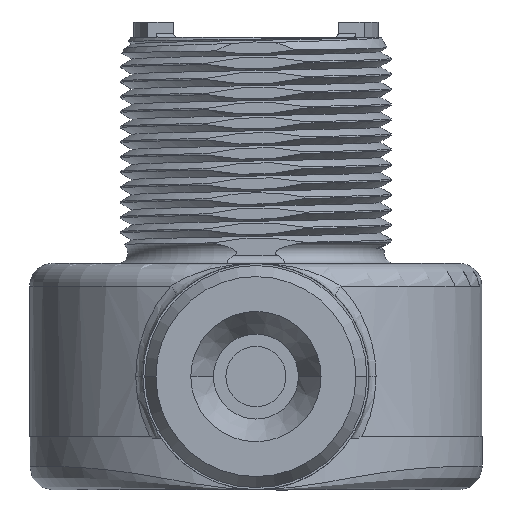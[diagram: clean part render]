
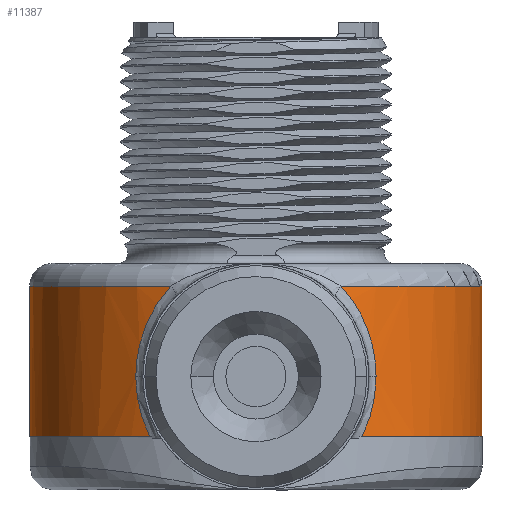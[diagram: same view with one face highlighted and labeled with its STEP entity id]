
A CAD part, front view. The second image highlights one B-rep face of the part: STEP entity #11387.
In plain terms, the highlighted cylindrical face has radius 15 mm (diameter 30 mm), a partial arc.
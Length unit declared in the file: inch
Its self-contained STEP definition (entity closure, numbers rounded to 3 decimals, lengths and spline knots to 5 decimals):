
#4826=CARTESIAN_POINT('',(0.22223,-0.54714,
-0.05906));
#4860=CARTESIAN_POINT('',(0.,0.,-0.4515));
#4861=DIRECTION('',(0.,0.,1.));
#4862=DIRECTION('',(0.47,-0.883,0.));
#4863=AXIS2_PLACEMENT_3D('',#4860,#4861,#4862);
#4865=CARTESIAN_POINT('',(0.27745,-0.52132,
-0.4515));
#4866=CARTESIAN_POINT('',(0.27995,-0.51998,
-0.44643));
#4867=CARTESIAN_POINT('',(0.28469,-0.51742,
-0.43623));
#4868=CARTESIAN_POINT('',(0.29099,-0.5139,
-0.42072));
#4869=CARTESIAN_POINT('',(0.2965,-0.51074,
-0.40508));
#4870=CARTESIAN_POINT('',(0.30121,-0.50797,
-0.38934));
#4871=CARTESIAN_POINT('',(0.30515,-0.50561,
-0.37357));
#4872=CARTESIAN_POINT('',(0.30832,-0.50368,
-0.35781));
#4873=CARTESIAN_POINT('',(0.31077,-0.50217,
-0.34208));
#4874=CARTESIAN_POINT('',(0.31248,-0.5011,
-0.3264));
#4875=CARTESIAN_POINT('',(0.3135,-0.50047,
-0.31078));
#4876=CARTESIAN_POINT('',(0.31373,-0.50032,
-0.30043));
#4877=CARTESIAN_POINT('',(0.31373,-0.50032,
-0.29528));
#4879=CARTESIAN_POINT('',(0.31373,-0.50032,
-0.29528));
#4880=CARTESIAN_POINT('',(0.31373,-0.50032,
-0.28989));
#4881=CARTESIAN_POINT('',(0.31348,-0.50048,
-0.27909));
#4882=CARTESIAN_POINT('',(0.31237,-0.50118,
-0.26275));
#4883=CARTESIAN_POINT('',(0.31049,-0.50235,
-0.24632));
#4884=CARTESIAN_POINT('',(0.3078,-0.504,
-0.22982));
#4885=CARTESIAN_POINT('',(0.30431,-0.50611,
-0.2133));
#4886=CARTESIAN_POINT('',(0.29998,-0.5087,
-0.19679));
#4887=CARTESIAN_POINT('',(0.29479,-0.51172,
-0.18033));
#4888=CARTESIAN_POINT('',(0.28873,-0.51517,
-0.16398));
#4889=CARTESIAN_POINT('',(0.28178,-0.51901,
-0.14779));
#4890=CARTESIAN_POINT('',(0.27394,-0.5232,
-0.13182));
#4891=CARTESIAN_POINT('',(0.26521,-0.52768,
-0.11619));
#4892=CARTESIAN_POINT('',(0.25564,-0.53239,
-0.10099));
#4893=CARTESIAN_POINT('',(0.24526,-0.53726,
-0.08633));
#4894=CARTESIAN_POINT('',(0.23413,-0.54221,
-0.07227));
#4895=CARTESIAN_POINT('',(0.22627,-0.5455,
-0.06339));
#4896=CARTESIAN_POINT('',(0.22223,-0.54714,
-0.05906));
#4898=CARTESIAN_POINT('',(0.,0.,-0.05906));
#4899=DIRECTION('',(0.,0.,-1.));
#4900=DIRECTION('',(-1.,0.,0.));
#4901=AXIS2_PLACEMENT_3D('',#4898,#4899,#4900);
#4903=CARTESIAN_POINT('',(0.,0.,-0.05906));
#4904=DIRECTION('',(0.,0.,-1.));
#4905=DIRECTION('',(-0.376,-0.926,0.));
#4906=AXIS2_PLACEMENT_3D('',#4903,#4904,#4905);
#4908=CARTESIAN_POINT('',(-0.22222,-0.54714,
-0.05906));
#4909=CARTESIAN_POINT('',(-0.22627,-0.5455,
-0.06338));
#4910=CARTESIAN_POINT('',(-0.23413,-0.54221,
-0.07227));
#4911=CARTESIAN_POINT('',(-0.24526,-0.53726,
-0.08632));
#4912=CARTESIAN_POINT('',(-0.25563,-0.53239,
-0.10099));
#4913=CARTESIAN_POINT('',(-0.26521,-0.52768,
-0.11618));
#4914=CARTESIAN_POINT('',(-0.27393,-0.5232,
-0.13181));
#4915=CARTESIAN_POINT('',(-0.28178,-0.51901,
-0.14778));
#4916=CARTESIAN_POINT('',(-0.28873,-0.51518,
-0.16397));
#4917=CARTESIAN_POINT('',(-0.29479,-0.51173,
-0.18032));
#4918=CARTESIAN_POINT('',(-0.29998,-0.5087,
-0.19677));
#4919=CARTESIAN_POINT('',(-0.30431,-0.50612,
-0.21328));
#4920=CARTESIAN_POINT('',(-0.3078,-0.504,
-0.22981));
#4921=CARTESIAN_POINT('',(-0.31048,-0.50235,
-0.24631));
#4922=CARTESIAN_POINT('',(-0.31237,-0.50118,
-0.26274));
#4923=CARTESIAN_POINT('',(-0.31348,-0.50048,
-0.27909));
#4924=CARTESIAN_POINT('',(-0.31373,-0.50032,
-0.28989));
#4925=CARTESIAN_POINT('',(-0.31373,-0.50032,
-0.29528));
#4927=CARTESIAN_POINT('',(-0.31373,-0.50032,
-0.29528));
#4928=CARTESIAN_POINT('',(-0.31373,-0.50032,
-0.30044));
#4929=CARTESIAN_POINT('',(-0.3135,-0.50047,
-0.31078));
#4930=CARTESIAN_POINT('',(-0.31248,-0.5011,
-0.32641));
#4931=CARTESIAN_POINT('',(-0.31076,-0.50217,
-0.3421));
#4932=CARTESIAN_POINT('',(-0.30832,-0.50368,
-0.35784));
#4933=CARTESIAN_POINT('',(-0.30514,-0.50561,
-0.37361));
#4934=CARTESIAN_POINT('',(-0.3012,-0.50797,
-0.38938));
#4935=CARTESIAN_POINT('',(-0.29649,-0.51074,
-0.4051));
#4936=CARTESIAN_POINT('',(-0.29099,-0.5139,
-0.42074));
#4937=CARTESIAN_POINT('',(-0.28469,-0.51742,
-0.43624));
#4938=CARTESIAN_POINT('',(-0.27995,-0.51999,
-0.44643));
#4939=CARTESIAN_POINT('',(-0.27745,-0.52132,
-0.4515));
#7649=CARTESIAN_POINT('',(-0.59055,0.,
-0.05906));
#7651=VERTEX_POINT('',#7649);
#7682=VERTEX_POINT('',#4826);
#7685=VERTEX_POINT('',#4879);
#7690=VERTEX_POINT('',#4908);
#7691=VERTEX_POINT('',#4925);
#7938=CARTESIAN_POINT('',(0.27745,-0.52132,
-0.4515));
#7939=CARTESIAN_POINT('',(-0.27745,-0.52132,
-0.4515));
#7940=VERTEX_POINT('',#7938);
#7941=VERTEX_POINT('',#7939);
#11368=CARTESIAN_POINT('',(0.,0.,-0.64961));
#11369=DIRECTION('',(0.,0.,1.));
#11370=DIRECTION('',(1.,0.,0.));
#11371=AXIS2_PLACEMENT_3D('',#11368,#11369,#11370);
#11372=CYLINDRICAL_SURFACE('',#11371,0.59055);
#11374=ORIENTED_EDGE('',*,*,#11373,.F.);
#11376=ORIENTED_EDGE('',*,*,#11375,.T.);
#11377=ORIENTED_EDGE('',*,*,#11358,.T.);
#11378=ORIENTED_EDGE('',*,*,#11243,.F.);
#11380=ORIENTED_EDGE('',*,*,#11379,.F.);
#11382=ORIENTED_EDGE('',*,*,#11381,.T.);
#11384=ORIENTED_EDGE('',*,*,#11383,.T.);
#11385=EDGE_LOOP('',(#11374,#11376,#11377,#11378,#11380,#11382,#11384));
#11386=FACE_OUTER_BOUND('',#11385,.F.);
#11387=ADVANCED_FACE('',(#11386),#11372,.T.);
#4864=CIRCLE('',#4863,0.59055);
#4878=B_SPLINE_CURVE_WITH_KNOTS('',3,(#4865,#4866,#4867,#4868,#4869,#4870,#4871,
#4872,#4873,#4874,#4875,#4876,#4877),.UNSPECIFIED.,.F.,.F.,(4,1,1,1,1,1,1,1,1,1,
4),(0.,0.1,0.2,0.3,0.4,0.5,0.6,0.7,0.8,0.9,1.),
.UNSPECIFIED.);
#4897=B_SPLINE_CURVE_WITH_KNOTS('',3,(#4879,#4880,#4881,#4882,#4883,#4884,#4885,
#4886,#4887,#4888,#4889,#4890,#4891,#4892,#4893,#4894,#4895,#4896),
.UNSPECIFIED.,.F.,.F.,(4,1,1,1,1,1,1,1,1,1,1,1,1,1,1,4),(0.,0.06667,
0.13333,0.2,0.26667,0.33333,0.4,
0.46667,0.53333,0.6,0.66667,0.73333,
0.8,0.86667,0.93333,1.),.UNSPECIFIED.);
#4902=CIRCLE('',#4901,0.59055);
#4907=CIRCLE('',#4906,0.59055);
#4926=B_SPLINE_CURVE_WITH_KNOTS('',3,(#4908,#4909,#4910,#4911,#4912,#4913,#4914,
#4915,#4916,#4917,#4918,#4919,#4920,#4921,#4922,#4923,#4924,#4925),
.UNSPECIFIED.,.F.,.F.,(4,1,1,1,1,1,1,1,1,1,1,1,1,1,1,4),(0.,0.06667,
0.13333,0.2,0.26667,0.33333,0.4,
0.46667,0.53333,0.6,0.66667,0.73333,
0.8,0.86667,0.93333,1.),.UNSPECIFIED.);
#4940=B_SPLINE_CURVE_WITH_KNOTS('',3,(#4927,#4928,#4929,#4930,#4931,#4932,#4933,
#4934,#4935,#4936,#4937,#4938,#4939),.UNSPECIFIED.,.F.,.F.,(4,1,1,1,1,1,1,1,1,1,
4),(0.,0.1,0.2,0.3,0.4,0.5,0.6,0.7,0.8,0.9,1.),
.UNSPECIFIED.);
#11243=EDGE_CURVE('',#7651,#7682,#4902,.T.);
#11358=EDGE_CURVE('',#7685,#7682,#4897,.T.);
#11373=EDGE_CURVE('',#7940,#7941,#4864,.T.);
#11375=EDGE_CURVE('',#7940,#7685,#4878,.T.);
#11379=EDGE_CURVE('',#7690,#7651,#4907,.T.);
#11381=EDGE_CURVE('',#7690,#7691,#4926,.T.);
#11383=EDGE_CURVE('',#7691,#7941,#4940,.T.);
